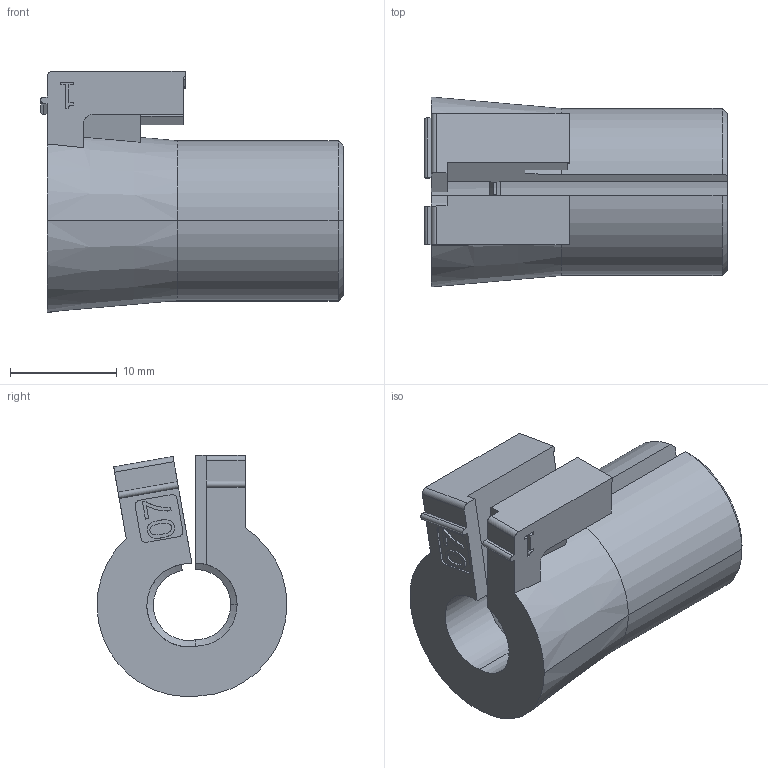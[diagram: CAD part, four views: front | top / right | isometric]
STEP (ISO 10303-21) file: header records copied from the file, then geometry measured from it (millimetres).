
FILE_DESCRIPTION (( 'STEP AP203' ), '1' );
FILE_NAME ('568345.step', '2019-11-21T17:20:54', ( '' ), ( '' ), 'SwSTEP 2.0', 'SolidWorks 2019', '' );
FILE_SCHEMA (( 'CONFIG_CONTROL_DESIGN' ));
Length unit declared in the file: inch
Products named in the file (1): 568345
Bounding box: 28.4 x 17.82 x 22.62 mm (x, y, z)
Volume: 4482.2 mm3; surface area: 3085.9 mm2
Topology: 1 solids, 1 shells, 107 faces, 291 edges, 191 vertices
Faces by surface type: plane 57, cylinder 24, bspline 14, cone 12
Entity records: 3555 total; most frequent: CARTESIAN_POINT 851, ORIENTED_EDGE 582, DIRECTION 490, EDGE_CURVE 291, VERTEX_POINT 191, LINE 190, VECTOR 190, AXIS2_PLACEMENT_3D 150
